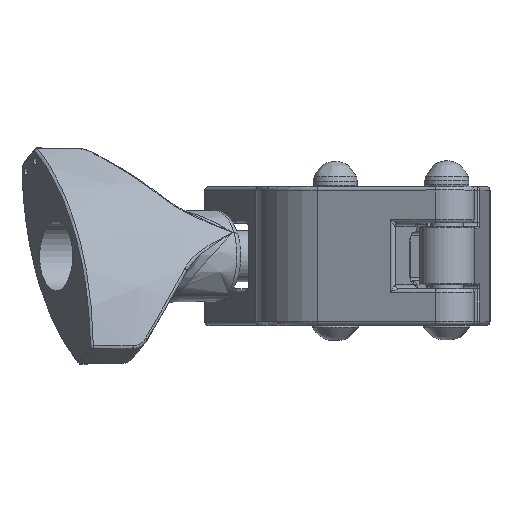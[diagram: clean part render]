
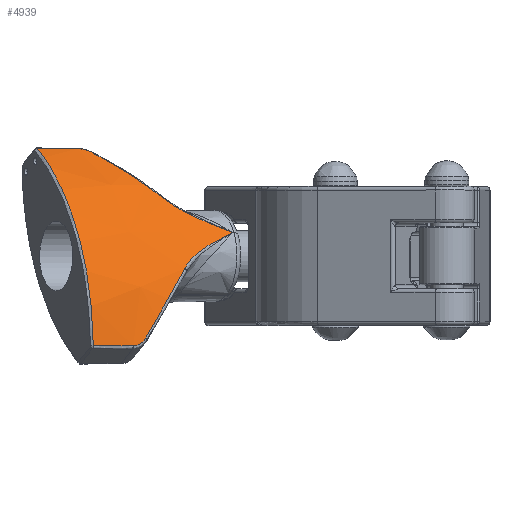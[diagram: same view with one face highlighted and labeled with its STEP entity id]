
A CAD part, top view. The second image highlights one B-rep face of the part: STEP entity #4939.
In plain terms, the highlighted conical face has half-angle 0.5 degrees and reference radius 32.243 mm.
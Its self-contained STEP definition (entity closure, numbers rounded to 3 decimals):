
#53=CONICAL_SURFACE('',#5301,32.243,0.009);
#61=B_SPLINE_CURVE_WITH_KNOTS('',3,(#7300,#7301,#7302,#7303,#7304,#7305,
#7306,#7307,#7308,#7309,#7310,#7311),.UNSPECIFIED.,.F.,.F.,(4,1,1,1,1,1,
1,1,1,4),(0.007,0.123,0.239,0.355,
0.471,0.936,1.4,2.794,3.026,
3.258),.UNSPECIFIED.);
#87=B_SPLINE_CURVE_WITH_KNOTS('',3,(#7928,#7929,#7930,#7931),
 .UNSPECIFIED.,.F.,.F.,(4,4),(0.08,0.705),
 .UNSPECIFIED.);
#88=B_SPLINE_CURVE_WITH_KNOTS('',3,(#7935,#7936,#7937,#7938),
 .UNSPECIFIED.,.F.,.F.,(4,4),(0.,0.626),.UNSPECIFIED.);
#89=B_SPLINE_CURVE_WITH_KNOTS('',3,(#7940,#7941,#7942,#7943,#7944),
 .UNSPECIFIED.,.F.,.F.,(4,1,4),(0.,0.132,0.231),
 .UNSPECIFIED.);
#90=B_SPLINE_CURVE_WITH_KNOTS('',3,(#7946,#7947,#7948,#7949),
 .UNSPECIFIED.,.F.,.F.,(4,4),(-1.406,-1.099),
 .UNSPECIFIED.);
#91=B_SPLINE_CURVE_WITH_KNOTS('',3,(#7951,#7952,#7953,#7954,#7955,#7956,
#7957,#7958,#7959,#7960,#7961,#7962),.UNSPECIFIED.,.F.,.F.,(4,2,1,1,1,1,
1,1,4),(-0.002,0.,0.207,0.414,0.517,
0.621,0.776,0.827,1.034),
 .UNSPECIFIED.);
#92=B_SPLINE_CURVE_WITH_KNOTS('',3,(#7964,#7965,#7966,#7967,#7968,#7969,
#7970,#7971),.UNSPECIFIED.,.F.,.F.,(4,1,1,2,4),(0.,0.414,0.621,
1.034,1.036),.UNSPECIFIED.);
#93=B_SPLINE_CURVE_WITH_KNOTS('',3,(#7973,#7974,#7975,#7976),
 .UNSPECIFIED.,.F.,.F.,(4,4),(1.099,1.406),
 .UNSPECIFIED.);
#94=B_SPLINE_CURVE_WITH_KNOTS('',3,(#7977,#7978,#7979,#7980,#7981),
 .UNSPECIFIED.,.F.,.F.,(4,1,4),(0.,0.115,0.231),
 .UNSPECIFIED.);
#494=FACE_OUTER_BOUND('',#826,.T.);
#826=EDGE_LOOP('',(#3092,#3093,#3094,#3095,#3096,#3097,#3098,#3099,#3100));
#1878=VERTEX_POINT('',#7294);
#1879=VERTEX_POINT('',#7299);
#1896=VERTEX_POINT('',#7927);
#1897=VERTEX_POINT('',#7934);
#1898=VERTEX_POINT('',#7939);
#1899=VERTEX_POINT('',#7945);
#1900=VERTEX_POINT('',#7950);
#1901=VERTEX_POINT('',#7963);
#1902=VERTEX_POINT('',#7972);
#2302=EDGE_CURVE('',#1878,#1879,#61,.T.);
#2330=EDGE_CURVE('',#1879,#1896,#87,.T.);
#2332=EDGE_CURVE('',#1897,#1878,#88,.T.);
#2333=EDGE_CURVE('',#1898,#1897,#89,.T.);
#2334=EDGE_CURVE('',#1899,#1898,#90,.T.);
#2335=EDGE_CURVE('',#1900,#1899,#91,.T.);
#2336=EDGE_CURVE('',#1901,#1900,#92,.T.);
#2337=EDGE_CURVE('',#1902,#1901,#93,.T.);
#2338=EDGE_CURVE('',#1896,#1902,#94,.T.);
#3092=ORIENTED_EDGE('',*,*,#2302,.F.);
#3093=ORIENTED_EDGE('',*,*,#2332,.F.);
#3094=ORIENTED_EDGE('',*,*,#2333,.F.);
#3095=ORIENTED_EDGE('',*,*,#2334,.F.);
#3096=ORIENTED_EDGE('',*,*,#2335,.F.);
#3097=ORIENTED_EDGE('',*,*,#2336,.F.);
#3098=ORIENTED_EDGE('',*,*,#2337,.F.);
#3099=ORIENTED_EDGE('',*,*,#2338,.F.);
#3100=ORIENTED_EDGE('',*,*,#2330,.F.);
#4939=ADVANCED_FACE('',(#494),#53,.T.);
#5301=AXIS2_PLACEMENT_3D('',#7933,#5910,#5911);
#5910=DIRECTION('center_axis',(-0.879,0.,
0.476));
#5911=DIRECTION('ref_axis',(-0.476,-0.019,-0.879));
#7294=CARTESIAN_POINT('',(-48.43,1.758,-11.818));
#7299=CARTESIAN_POINT('',(-56.121,28.794,-26.011));
#7300=CARTESIAN_POINT('Ctrl Pts',(-48.43,1.758,-11.818));
#7301=CARTESIAN_POINT('Ctrl Pts',(-48.431,1.802,-11.819));
#7302=CARTESIAN_POINT('Ctrl Pts',(-48.441,2.534,-11.839));
#7303=CARTESIAN_POINT('Ctrl Pts',(-48.482,3.717,-11.913));
#7304=CARTESIAN_POINT('Ctrl Pts',(-48.546,4.977,-12.031));
#7305=CARTESIAN_POINT('Ctrl Pts',(-48.743,7.686,-12.395));
#7306=CARTESIAN_POINT('Ctrl Pts',(-49.157,11.047,-13.16));
#7307=CARTESIAN_POINT('Ctrl Pts',(-50.589,18.323,-15.803));
#7308=CARTESIAN_POINT('Ctrl Pts',(-52.756,23.874,-19.8));
#7309=CARTESIAN_POINT('Ctrl Pts',(-55.166,27.575,-24.248));
#7310=CARTESIAN_POINT('Ctrl Pts',(-55.796,28.402,-25.412));
#7311=CARTESIAN_POINT('Ctrl Pts',(-56.121,28.794,-26.011));
#7927=CARTESIAN_POINT('',(-50.646,28.762,-29.039));
#7928=CARTESIAN_POINT('Ctrl Pts',(-56.121,28.794,-26.011));
#7929=CARTESIAN_POINT('Ctrl Pts',(-54.296,28.783,-27.02));
#7930=CARTESIAN_POINT('Ctrl Pts',(-52.471,28.773,-28.03));
#7931=CARTESIAN_POINT('Ctrl Pts',(-50.646,28.762,-29.039));
#7933=CARTESIAN_POINT('Origin',(-64.048,0.853,-40.01));
#7934=CARTESIAN_POINT('',(-42.955,1.726,-14.846));
#7935=CARTESIAN_POINT('Ctrl Pts',(-42.955,1.726,-14.846));
#7936=CARTESIAN_POINT('Ctrl Pts',(-44.78,1.736,-13.837));
#7937=CARTESIAN_POINT('Ctrl Pts',(-46.605,1.747,-12.827));
#7938=CARTESIAN_POINT('Ctrl Pts',(-48.43,1.758,-11.818));
#7939=CARTESIAN_POINT('',(-41.265,2.804,-15.835));
#7940=CARTESIAN_POINT('Ctrl Pts',(-41.265,2.804,-15.835));
#7941=CARTESIAN_POINT('Ctrl Pts',(-41.476,2.441,-15.693));
#7942=CARTESIAN_POINT('Ctrl Pts',(-41.993,1.904,-15.383));
#7943=CARTESIAN_POINT('Ctrl Pts',(-42.667,1.724,-15.005));
#7944=CARTESIAN_POINT('Ctrl Pts',(-42.955,1.726,-14.846));
#7945=CARTESIAN_POINT('',(-35.883,12.363,-21.184));
#7946=CARTESIAN_POINT('Ctrl Pts',(-35.883,12.363,-21.184));
#7947=CARTESIAN_POINT('Ctrl Pts',(-37.538,9.311,-18.927));
#7948=CARTESIAN_POINT('Ctrl Pts',(-39.36,6.075,-17.116));
#7949=CARTESIAN_POINT('Ctrl Pts',(-41.265,2.804,-15.835));
#7950=CARTESIAN_POINT('',(-29.384,17.272,-27.516));
#7951=CARTESIAN_POINT('Ctrl Pts',(-29.384,17.272,-27.516));
#7952=CARTESIAN_POINT('Ctrl Pts',(-29.388,17.27,-27.512));
#7953=CARTESIAN_POINT('Ctrl Pts',(-29.392,17.268,-27.508));
#7954=CARTESIAN_POINT('Ctrl Pts',(-29.881,17.028,-27.073));
#7955=CARTESIAN_POINT('Ctrl Pts',(-30.852,16.546,-26.215));
#7956=CARTESIAN_POINT('Ctrl Pts',(-32.048,15.897,-25.147));
#7957=CARTESIAN_POINT('Ctrl Pts',(-32.976,15.319,-24.292));
#7958=CARTESIAN_POINT('Ctrl Pts',(-33.761,14.771,-23.546));
#7959=CARTESIAN_POINT('Ctrl Pts',(-34.393,14.243,-22.912));
#7960=CARTESIAN_POINT('Ctrl Pts',(-35.175,13.448,-22.074));
#7961=CARTESIAN_POINT('Ctrl Pts',(-35.604,12.876,-21.563));
#7962=CARTESIAN_POINT('Ctrl Pts',(-35.883,12.363,-21.184));
#7963=CARTESIAN_POINT('',(-38.56,21.776,-26.125));
#7964=CARTESIAN_POINT('Ctrl Pts',(-38.56,21.776,-26.125));
#7965=CARTESIAN_POINT('Ctrl Pts',(-37.473,20.935,-25.904));
#7966=CARTESIAN_POINT('Ctrl Pts',(-35.632,19.885,-26.012));
#7967=CARTESIAN_POINT('Ctrl Pts',(-32.524,18.492,-26.632));
#7968=CARTESIAN_POINT('Ctrl Pts',(-30.643,17.767,-27.155));
#7969=CARTESIAN_POINT('Ctrl Pts',(-29.395,17.276,-27.513));
#7970=CARTESIAN_POINT('Ctrl Pts',(-29.39,17.274,-27.514));
#7971=CARTESIAN_POINT('Ctrl Pts',(-29.384,17.272,-27.516));
#7972=CARTESIAN_POINT('',(-48.487,28.194,-29.163));
#7973=CARTESIAN_POINT('Ctrl Pts',(-48.487,28.194,-29.163));
#7974=CARTESIAN_POINT('Ctrl Pts',(-45.156,26.45,-27.812));
#7975=CARTESIAN_POINT('Ctrl Pts',(-41.795,24.277,-26.784));
#7976=CARTESIAN_POINT('Ctrl Pts',(-38.56,21.776,-26.125));
#7977=CARTESIAN_POINT('Ctrl Pts',(-50.646,28.762,-29.039));
#7978=CARTESIAN_POINT('Ctrl Pts',(-50.309,28.76,-29.225));
#7979=CARTESIAN_POINT('Ctrl Pts',(-49.547,28.65,-29.433));
#7980=CARTESIAN_POINT('Ctrl Pts',(-48.811,28.363,-29.295));
#7981=CARTESIAN_POINT('Ctrl Pts',(-48.487,28.194,-29.163));
